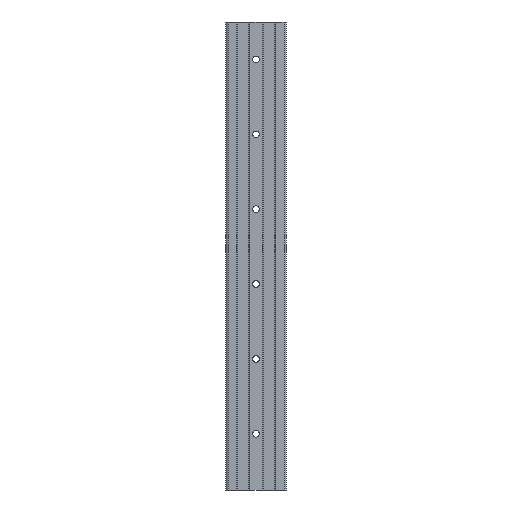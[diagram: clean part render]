
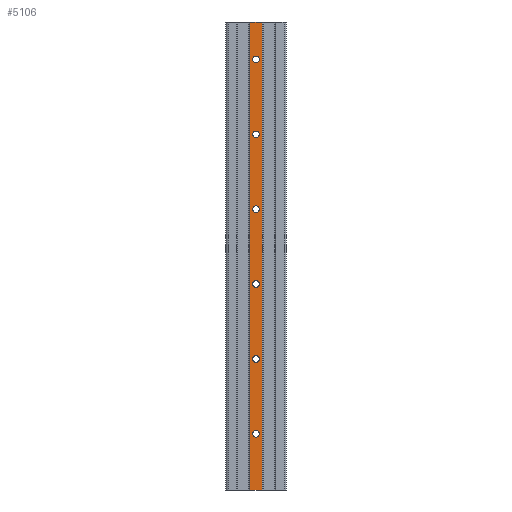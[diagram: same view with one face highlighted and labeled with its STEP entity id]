
A CAD part, left-side view. The second image highlights one B-rep face of the part: STEP entity #5106.
In plain terms, the highlighted planar face has unit normal (-1, 0, 0).
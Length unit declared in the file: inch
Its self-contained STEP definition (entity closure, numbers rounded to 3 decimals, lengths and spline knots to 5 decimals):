
#148 = CARTESIAN_POINT ( 'NONE',  ( 0., 0., -11.02362 ) ) ;
#153 = CARTESIAN_POINT ( 'NONE',  ( 0., 0., -4.72441 ) ) ;
#189 = VERTEX_POINT ( 'NONE', #7920 ) ;
#280 = AXIS2_PLACEMENT_3D ( 'NONE', #3558, #5987, #2124 ) ;
#348 = FACE_BOUND ( 'NONE', #5815, .T. ) ;
#355 = CARTESIAN_POINT ( 'NONE',  ( 0., 0., -19.68504 ) ) ;
#368 = CARTESIAN_POINT ( 'NONE',  ( 0., 0., -14.17323 ) ) ;
#391 = DIRECTION ( 'NONE',  ( 0., -1., 0. ) ) ;
#498 = VERTEX_POINT ( 'NONE', #1927 ) ;
#512 = CARTESIAN_POINT ( 'NONE',  ( 0., 0.2696, 0. ) ) ;
#540 = EDGE_CURVE ( 'NONE', #7944, #6430, #2060, .T. ) ;
#616 = DIRECTION ( 'NONE',  ( 0., 0., -1. ) ) ;
#617 = AXIS2_PLACEMENT_3D ( 'NONE', #741, #4991, #2547 ) ;
#619 = EDGE_CURVE ( 'NONE', #3281, #3532, #7892, .T. ) ;
#681 = AXIS2_PLACEMENT_3D ( 'NONE', #4296, #4338, #7372 ) ;
#713 = VECTOR ( 'NONE', #6688, 39.37008 ) ;
#741 = CARTESIAN_POINT ( 'NONE',  ( 0., 0., -17.32283 ) ) ;
#1046 = CIRCLE ( 'NONE', #2435, 0.138 ) ;
#1078 = EDGE_CURVE ( 'NONE', #6935, #2460, #1557, .T. ) ;
#1129 = VECTOR ( 'NONE', #6067, 39.37008 ) ;
#1188 = EDGE_LOOP ( 'NONE', ( #2688, #7334 ) ) ;
#1359 = ORIENTED_EDGE ( 'NONE', *, *, #619, .T. ) ;
#1378 = DIRECTION ( 'NONE',  ( 0., 0., -1. ) ) ;
#1493 = CARTESIAN_POINT ( 'NONE',  ( 0., 0., -1.5748 ) ) ;
#1522 = EDGE_CURVE ( 'NONE', #5793, #3281, #2167, .T. ) ;
#1557 = CIRCLE ( 'NONE', #4664, 0.138 ) ;
#1566 = ORIENTED_EDGE ( 'NONE', *, *, #1078, .T. ) ;
#1572 = CARTESIAN_POINT ( 'NONE',  ( 0., 0., -17.18483 ) ) ;
#1647 = PLANE ( 'NONE',  #7750 ) ;
#1649 = EDGE_CURVE ( 'NONE', #3492, #5746, #1962, .T. ) ;
#1664 = DIRECTION ( 'NONE',  ( 1., 0., 0. ) ) ;
#1669 = CARTESIAN_POINT ( 'NONE',  ( 0., 0., -8.01202 ) ) ;
#1746 = DIRECTION ( 'NONE',  ( 1., 0., 0. ) ) ;
#1795 = EDGE_CURVE ( 'NONE', #189, #498, #2738, .T. ) ;
#1802 = AXIS2_PLACEMENT_3D ( 'NONE', #1493, #2620, #6422 ) ;
#1824 = CARTESIAN_POINT ( 'NONE',  ( 0., 0., -11.02362 ) ) ;
#1834 = ORIENTED_EDGE ( 'NONE', *, *, #1522, .T. ) ;
#1850 = EDGE_LOOP ( 'NONE', ( #3109, #2874 ) ) ;
#1917 = ORIENTED_EDGE ( 'NONE', *, *, #1649, .T. ) ;
#1927 = CARTESIAN_POINT ( 'NONE',  ( 0., 0., -4.86241 ) ) ;
#1962 = CIRCLE ( 'NONE', #6482, 0.138 ) ;
#1974 = CARTESIAN_POINT ( 'NONE',  ( 0., 0., -4.72441 ) ) ;
#2060 = CIRCLE ( 'NONE', #280, 0.138 ) ;
#2124 = DIRECTION ( 'NONE',  ( 0., 0., -1. ) ) ;
#2167 = LINE ( 'NONE', #355, #7247 ) ;
#2351 = VERTEX_POINT ( 'NONE', #5278 ) ;
#2435 = AXIS2_PLACEMENT_3D ( 'NONE', #1824, #1746, #7231 ) ;
#2460 = VERTEX_POINT ( 'NONE', #4924 ) ;
#2546 = DIRECTION ( 'NONE',  ( 1., 0., 0. ) ) ;
#2547 = DIRECTION ( 'NONE',  ( 0., 0., -1. ) ) ;
#2572 = EDGE_LOOP ( 'NONE', ( #4889, #6848, #1834, #1359 ) ) ;
#2620 = DIRECTION ( 'NONE',  ( 1., 0., 0. ) ) ;
#2688 = ORIENTED_EDGE ( 'NONE', *, *, #6523, .T. ) ;
#2738 = CIRCLE ( 'NONE', #4694, 0.138 ) ;
#2874 = ORIENTED_EDGE ( 'NONE', *, *, #3572, .T. ) ;
#2906 = ORIENTED_EDGE ( 'NONE', *, *, #5048, .T. ) ;
#2945 = AXIS2_PLACEMENT_3D ( 'NONE', #5789, #3277, #5756 ) ;
#2996 = DIRECTION ( 'NONE',  ( 1., 0., 0. ) ) ;
#3027 = EDGE_CURVE ( 'NONE', #5746, #3492, #3605, .T. ) ;
#3061 = ORIENTED_EDGE ( 'NONE', *, *, #3027, .T. ) ;
#3104 = EDGE_CURVE ( 'NONE', #5542, #7583, #3207, .T. ) ;
#3109 = ORIENTED_EDGE ( 'NONE', *, *, #3623, .T. ) ;
#3207 = CIRCLE ( 'NONE', #2945, 0.138 ) ;
#3272 = EDGE_CURVE ( 'NONE', #2460, #6935, #7329, .T. ) ;
#3277 = DIRECTION ( 'NONE',  ( 1., 0., 0. ) ) ;
#3281 = VERTEX_POINT ( 'NONE', #7850 ) ;
#3443 = CARTESIAN_POINT ( 'NONE',  ( 0., 0., -14.03523 ) ) ;
#3492 = VERTEX_POINT ( 'NONE', #7914 ) ;
#3532 = VERTEX_POINT ( 'NONE', #3612 ) ;
#3558 = CARTESIAN_POINT ( 'NONE',  ( 0., 0., -17.32283 ) ) ;
#3572 = EDGE_CURVE ( 'NONE', #2351, #5118, #1046, .T. ) ;
#3587 = CARTESIAN_POINT ( 'NONE',  ( 0., 0., -1.4368 ) ) ;
#3592 = CARTESIAN_POINT ( 'NONE',  ( 0., -0.2696, -19.68504 ) ) ;
#3605 = CIRCLE ( 'NONE', #3976, 0.138 ) ;
#3612 = CARTESIAN_POINT ( 'NONE',  ( 0., -0.2696, 0. ) ) ;
#3623 = EDGE_CURVE ( 'NONE', #5118, #2351, #6567, .T. ) ;
#3709 = LINE ( 'NONE', #4859, #1129 ) ;
#3908 = CIRCLE ( 'NONE', #617, 0.138 ) ;
#3939 = EDGE_CURVE ( 'NONE', #7583, #5542, #7588, .T. ) ;
#3976 = AXIS2_PLACEMENT_3D ( 'NONE', #368, #2996, #6153 ) ;
#4079 = EDGE_LOOP ( 'NONE', ( #1917, #3061 ) ) ;
#4081 = FACE_BOUND ( 'NONE', #1850, .T. ) ;
#4122 = DIRECTION ( 'NONE',  ( -1., 0., 0. ) ) ;
#4166 = FACE_OUTER_BOUND ( 'NONE', #2572, .T. ) ;
#4173 = AXIS2_PLACEMENT_3D ( 'NONE', #1974, #4471, #6902 ) ;
#4233 = LINE ( 'NONE', #4563, #4935 ) ;
#4296 = CARTESIAN_POINT ( 'NONE',  ( 0., 0., -7.87402 ) ) ;
#4338 = DIRECTION ( 'NONE',  ( 1., 0., 0. ) ) ;
#4350 = CARTESIAN_POINT ( 'NONE',  ( 0., 0., -7.87402 ) ) ;
#4411 = ORIENTED_EDGE ( 'NONE', *, *, #1795, .T. ) ;
#4471 = DIRECTION ( 'NONE',  ( 1., 0., 0. ) ) ;
#4563 = CARTESIAN_POINT ( 'NONE',  ( 0., 0., 0. ) ) ;
#4641 = DIRECTION ( 'NONE',  ( 0., -1., 0. ) ) ;
#4664 = AXIS2_PLACEMENT_3D ( 'NONE', #4350, #1664, #616 ) ;
#4694 = AXIS2_PLACEMENT_3D ( 'NONE', #153, #7506, #6911 ) ;
#4700 = EDGE_CURVE ( 'NONE', #5124, #3532, #4233, .T. ) ;
#4859 = CARTESIAN_POINT ( 'NONE',  ( 0., 0.2696, -19.68504 ) ) ;
#4878 = ORIENTED_EDGE ( 'NONE', *, *, #3272, .T. ) ;
#4889 = ORIENTED_EDGE ( 'NONE', *, *, #4700, .F. ) ;
#4924 = CARTESIAN_POINT ( 'NONE',  ( 0., 0., -7.73602 ) ) ;
#4935 = VECTOR ( 'NONE', #6010, 39.37008 ) ;
#4991 = DIRECTION ( 'NONE',  ( 1., 0., 0. ) ) ;
#5048 = EDGE_CURVE ( 'NONE', #498, #189, #6347, .T. ) ;
#5106 = ADVANCED_FACE ( 'NONE', ( #6571, #5373, #4166, #348, #4081, #7691, #7214 ), #1647, .T. ) ;
#5118 = VERTEX_POINT ( 'NONE', #5991 ) ;
#5124 = VERTEX_POINT ( 'NONE', #512 ) ;
#5156 = AXIS2_PLACEMENT_3D ( 'NONE', #148, #2546, #1378 ) ;
#5278 = CARTESIAN_POINT ( 'NONE',  ( 0., 0., -10.88562 ) ) ;
#5286 = DIRECTION ( 'NONE',  ( 1., 0., 0. ) ) ;
#5336 = DIRECTION ( 'NONE',  ( 0., 0., -1. ) ) ;
#5373 = FACE_BOUND ( 'NONE', #6144, .T. ) ;
#5488 = CARTESIAN_POINT ( 'NONE',  ( 0., 0., -17.46083 ) ) ;
#5542 = VERTEX_POINT ( 'NONE', #3587 ) ;
#5746 = VERTEX_POINT ( 'NONE', #3443 ) ;
#5756 = DIRECTION ( 'NONE',  ( 0., 0., -1. ) ) ;
#5789 = CARTESIAN_POINT ( 'NONE',  ( 0., 0., -1.5748 ) ) ;
#5793 = VERTEX_POINT ( 'NONE', #5799 ) ;
#5799 = CARTESIAN_POINT ( 'NONE',  ( 0., 0.2696, -19.68504 ) ) ;
#5815 = EDGE_LOOP ( 'NONE', ( #1566, #4878 ) ) ;
#5866 = CARTESIAN_POINT ( 'NONE',  ( 0., 0., -19.68504 ) ) ;
#5950 = CARTESIAN_POINT ( 'NONE',  ( 0., 0., -14.17323 ) ) ;
#5987 = DIRECTION ( 'NONE',  ( 1., 0., 0. ) ) ;
#5991 = CARTESIAN_POINT ( 'NONE',  ( 0., 0., -11.16162 ) ) ;
#6010 = DIRECTION ( 'NONE',  ( 0., -1., 0. ) ) ;
#6067 = DIRECTION ( 'NONE',  ( 0., 0., 1. ) ) ;
#6144 = EDGE_LOOP ( 'NONE', ( #7686, #6419 ) ) ;
#6153 = DIRECTION ( 'NONE',  ( 0., 0., -1. ) ) ;
#6347 = CIRCLE ( 'NONE', #4173, 0.138 ) ;
#6419 = ORIENTED_EDGE ( 'NONE', *, *, #3104, .T. ) ;
#6422 = DIRECTION ( 'NONE',  ( 0., 0., -1. ) ) ;
#6430 = VERTEX_POINT ( 'NONE', #5488 ) ;
#6482 = AXIS2_PLACEMENT_3D ( 'NONE', #5950, #5286, #5336 ) ;
#6523 = EDGE_CURVE ( 'NONE', #6430, #7944, #3908, .T. ) ;
#6567 = CIRCLE ( 'NONE', #5156, 0.138 ) ;
#6571 = FACE_BOUND ( 'NONE', #7734, .T. ) ;
#6688 = DIRECTION ( 'NONE',  ( 0., 0., 1. ) ) ;
#6848 = ORIENTED_EDGE ( 'NONE', *, *, #7544, .F. ) ;
#6902 = DIRECTION ( 'NONE',  ( 0., 0., -1. ) ) ;
#6911 = DIRECTION ( 'NONE',  ( 0., 0., -1. ) ) ;
#6935 = VERTEX_POINT ( 'NONE', #1669 ) ;
#7125 = CARTESIAN_POINT ( 'NONE',  ( 0., 0., -1.7128 ) ) ;
#7214 = FACE_BOUND ( 'NONE', #1188, .T. ) ;
#7231 = DIRECTION ( 'NONE',  ( 0., 0., -1. ) ) ;
#7247 = VECTOR ( 'NONE', #391, 39.37008 ) ;
#7329 = CIRCLE ( 'NONE', #681, 0.138 ) ;
#7334 = ORIENTED_EDGE ( 'NONE', *, *, #540, .T. ) ;
#7372 = DIRECTION ( 'NONE',  ( 0., 0., -1. ) ) ;
#7506 = DIRECTION ( 'NONE',  ( 1., 0., 0. ) ) ;
#7544 = EDGE_CURVE ( 'NONE', #5793, #5124, #3709, .T. ) ;
#7583 = VERTEX_POINT ( 'NONE', #7125 ) ;
#7588 = CIRCLE ( 'NONE', #1802, 0.138 ) ;
#7686 = ORIENTED_EDGE ( 'NONE', *, *, #3939, .T. ) ;
#7691 = FACE_BOUND ( 'NONE', #4079, .T. ) ;
#7734 = EDGE_LOOP ( 'NONE', ( #2906, #4411 ) ) ;
#7750 = AXIS2_PLACEMENT_3D ( 'NONE', #5866, #4122, #4641 ) ;
#7850 = CARTESIAN_POINT ( 'NONE',  ( 0., -0.2696, -19.68504 ) ) ;
#7892 = LINE ( 'NONE', #3592, #713 ) ;
#7914 = CARTESIAN_POINT ( 'NONE',  ( 0., 0., -14.31123 ) ) ;
#7920 = CARTESIAN_POINT ( 'NONE',  ( 0., 0., -4.58641 ) ) ;
#7944 = VERTEX_POINT ( 'NONE', #1572 ) ;
